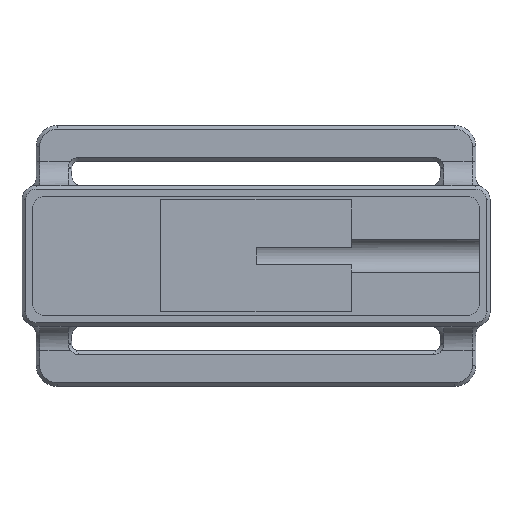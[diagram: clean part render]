
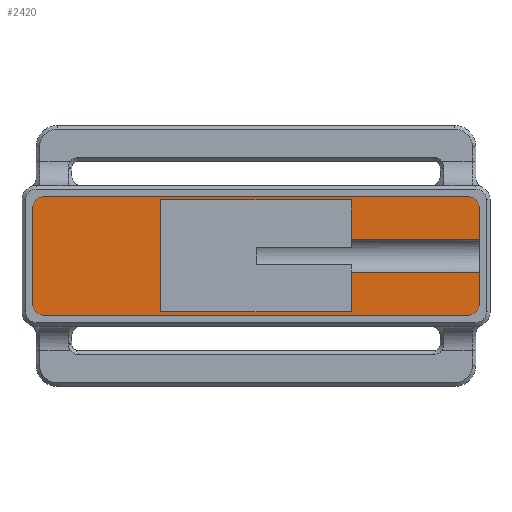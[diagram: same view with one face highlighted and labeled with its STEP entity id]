
A CAD part, top view. The second image highlights one B-rep face of the part: STEP entity #2420.
In plain terms, the highlighted planar face has unit normal (0, 0, 1).
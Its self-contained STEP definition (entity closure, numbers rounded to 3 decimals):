
#307=FACE_OUTER_BOUND('',#443,.T.);
#443=EDGE_LOOP('',(#2208,#2209,#2210,#2211,#2212,#2213,#2214,#2215,#2216,
#2217,#2218,#2219,#2220,#2221,#2222,#2223));
#520=CIRCLE('',#2638,1.65);
#521=CIRCLE('',#2641,1.65);
#522=CIRCLE('',#2644,1.65);
#523=CIRCLE('',#2647,1.65);
#526=LINE('',#3305,#727);
#527=LINE('',#3309,#728);
#535=LINE('',#3328,#736);
#538=LINE('',#3333,#739);
#540=LINE('',#3337,#741);
#542=LINE('',#3341,#743);
#543=LINE('',#3343,#744);
#715=LINE('',#4543,#916);
#718=LINE('',#4551,#919);
#719=LINE('',#4552,#920);
#722=LINE('',#4560,#923);
#724=LINE('',#4566,#925);
#727=VECTOR('',#2669,10.);
#728=VECTOR('',#2672,10.);
#736=VECTOR('',#2688,10.);
#739=VECTOR('',#2693,10.);
#741=VECTOR('',#2697,10.);
#743=VECTOR('',#2701,10.);
#744=VECTOR('',#2704,10.);
#916=VECTOR('',#3254,10.);
#919=VECTOR('',#3263,10.);
#920=VECTOR('',#3264,10.);
#923=VECTOR('',#3273,10.);
#925=VECTOR('',#3281,10.);
#930=VERTEX_POINT('',#3302);
#931=VERTEX_POINT('',#3304);
#932=VERTEX_POINT('',#3306);
#933=VERTEX_POINT('',#3308);
#940=VERTEX_POINT('',#3327);
#941=VERTEX_POINT('',#3331);
#942=VERTEX_POINT('',#3335);
#943=VERTEX_POINT('',#3339);
#1144=VERTEX_POINT('',#4535);
#1145=VERTEX_POINT('',#4536);
#1146=VERTEX_POINT('',#4541);
#1147=VERTEX_POINT('',#4545);
#1148=VERTEX_POINT('',#4546);
#1149=VERTEX_POINT('',#4554);
#1150=VERTEX_POINT('',#4555);
#1151=VERTEX_POINT('',#4562);
#1157=EDGE_CURVE('',#931,#930,#526,.T.);
#1159=EDGE_CURVE('',#933,#932,#527,.T.);
#1169=EDGE_CURVE('',#940,#933,#535,.T.);
#1172=EDGE_CURVE('',#930,#941,#538,.T.);
#1174=EDGE_CURVE('',#942,#941,#540,.T.);
#1176=EDGE_CURVE('',#942,#943,#542,.T.);
#1177=EDGE_CURVE('',#940,#943,#543,.T.);
#1494=EDGE_CURVE('',#1144,#1145,#520,.T.);
#1498=EDGE_CURVE('',#1146,#1145,#715,.T.);
#1499=EDGE_CURVE('',#1147,#1148,#521,.T.);
#1502=EDGE_CURVE('',#931,#1148,#718,.T.);
#1503=EDGE_CURVE('',#1144,#932,#719,.T.);
#1504=EDGE_CURVE('',#1149,#1150,#522,.T.);
#1507=EDGE_CURVE('',#1147,#1150,#722,.T.);
#1508=EDGE_CURVE('',#1146,#1151,#523,.T.);
#1510=EDGE_CURVE('',#1149,#1151,#724,.T.);
#2208=ORIENTED_EDGE('',*,*,#1157,.T.);
#2209=ORIENTED_EDGE('',*,*,#1172,.T.);
#2210=ORIENTED_EDGE('',*,*,#1174,.F.);
#2211=ORIENTED_EDGE('',*,*,#1176,.T.);
#2212=ORIENTED_EDGE('',*,*,#1177,.F.);
#2213=ORIENTED_EDGE('',*,*,#1169,.T.);
#2214=ORIENTED_EDGE('',*,*,#1159,.T.);
#2215=ORIENTED_EDGE('',*,*,#1503,.F.);
#2216=ORIENTED_EDGE('',*,*,#1494,.T.);
#2217=ORIENTED_EDGE('',*,*,#1498,.F.);
#2218=ORIENTED_EDGE('',*,*,#1508,.T.);
#2219=ORIENTED_EDGE('',*,*,#1510,.F.);
#2220=ORIENTED_EDGE('',*,*,#1504,.T.);
#2221=ORIENTED_EDGE('',*,*,#1507,.F.);
#2222=ORIENTED_EDGE('',*,*,#1499,.T.);
#2223=ORIENTED_EDGE('',*,*,#1502,.F.);
#2287=PLANE('',#2650);
#2420=ADVANCED_FACE('',(#307),#2287,.F.);
#2638=AXIS2_PLACEMENT_3D('',#4537,#3247,#3248);
#2641=AXIS2_PLACEMENT_3D('',#4547,#3257,#3258);
#2644=AXIS2_PLACEMENT_3D('',#4556,#3267,#3268);
#2647=AXIS2_PLACEMENT_3D('',#4563,#3276,#3277);
#2650=AXIS2_PLACEMENT_3D('',#4568,#3284,#3285);
#2669=DIRECTION('',(-1.,0.,0.));
#2672=DIRECTION('',(1.,0.,0.));
#2688=DIRECTION('',(0.,-1.,0.));
#2693=DIRECTION('',(0.,-1.,0.));
#2697=DIRECTION('',(1.,0.,0.));
#2701=DIRECTION('',(0.,1.,0.));
#2704=DIRECTION('',(-1.,0.,0.));
#3247=DIRECTION('center_axis',(0.,0.,1.));
#3248=DIRECTION('ref_axis',(0.707,0.707,0.));
#3254=DIRECTION('',(1.,0.,0.));
#3257=DIRECTION('center_axis',(0.,0.,1.));
#3258=DIRECTION('ref_axis',(0.707,-0.707,0.));
#3263=DIRECTION('',(0.,-1.,0.));
#3264=DIRECTION('',(0.,-1.,0.));
#3267=DIRECTION('center_axis',(0.,0.,1.));
#3268=DIRECTION('ref_axis',(-0.707,-0.707,0.));
#3273=DIRECTION('',(-1.,0.,0.));
#3276=DIRECTION('center_axis',(0.,0.,1.));
#3277=DIRECTION('ref_axis',(-0.707,0.707,0.));
#3281=DIRECTION('',(0.,1.,0.));
#3284=DIRECTION('center_axis',(0.,0.,-1.));
#3285=DIRECTION('ref_axis',(-1.,0.,0.));
#3302=CARTESIAN_POINT('',(13.4,230.831,4.6));
#3304=CARTESIAN_POINT('',(31.5,230.831,4.6));
#3305=CARTESIAN_POINT('',(33.,230.831,4.6));
#3306=CARTESIAN_POINT('',(31.5,235.569,4.6));
#3308=CARTESIAN_POINT('',(13.4,235.569,4.6));
#3309=CARTESIAN_POINT('',(33.,235.569,4.6));
#3327=CARTESIAN_POINT('',(13.4,241.1,4.6));
#3328=CARTESIAN_POINT('',(13.4,225.3,4.6));
#3331=CARTESIAN_POINT('',(13.4,225.3,4.6));
#3333=CARTESIAN_POINT('',(13.4,225.3,4.6));
#3335=CARTESIAN_POINT('',(-13.4,225.3,4.6));
#3337=CARTESIAN_POINT('',(15.5,225.3,4.6));
#3339=CARTESIAN_POINT('',(-13.4,241.1,4.6));
#3341=CARTESIAN_POINT('',(-13.4,241.1,4.6));
#3343=CARTESIAN_POINT('',(-15.5,241.1,4.6));
#4535=CARTESIAN_POINT('',(31.5,239.95,4.6));
#4536=CARTESIAN_POINT('',(29.85,241.6,4.6));
#4537=CARTESIAN_POINT('Origin',(29.85,239.95,4.6));
#4541=CARTESIAN_POINT('',(-29.85,241.6,4.6));
#4543=CARTESIAN_POINT('',(31.5,241.6,4.6));
#4545=CARTESIAN_POINT('',(29.85,224.8,4.6));
#4546=CARTESIAN_POINT('',(31.5,226.45,4.6));
#4547=CARTESIAN_POINT('Origin',(29.85,226.45,4.6));
#4551=CARTESIAN_POINT('',(31.5,224.8,4.6));
#4552=CARTESIAN_POINT('',(31.5,224.8,4.6));
#4554=CARTESIAN_POINT('',(-31.5,226.45,4.6));
#4555=CARTESIAN_POINT('',(-29.85,224.8,4.6));
#4556=CARTESIAN_POINT('Origin',(-29.85,226.45,4.6));
#4560=CARTESIAN_POINT('',(-31.5,224.8,4.6));
#4562=CARTESIAN_POINT('',(-31.5,239.95,4.6));
#4563=CARTESIAN_POINT('Origin',(-29.85,239.95,4.6));
#4566=CARTESIAN_POINT('',(-31.5,241.6,4.6));
#4568=CARTESIAN_POINT('Origin',(0.,233.2,4.6));
